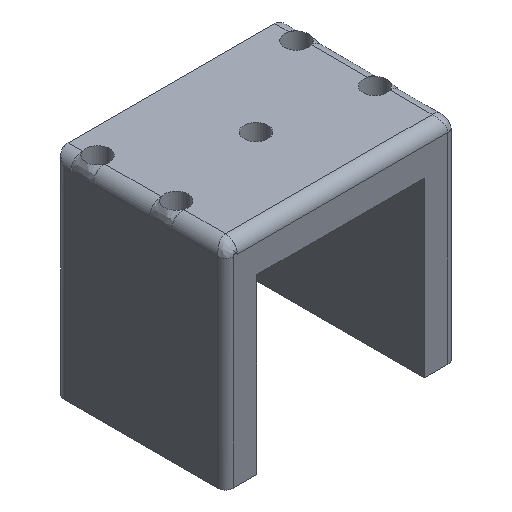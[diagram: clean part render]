
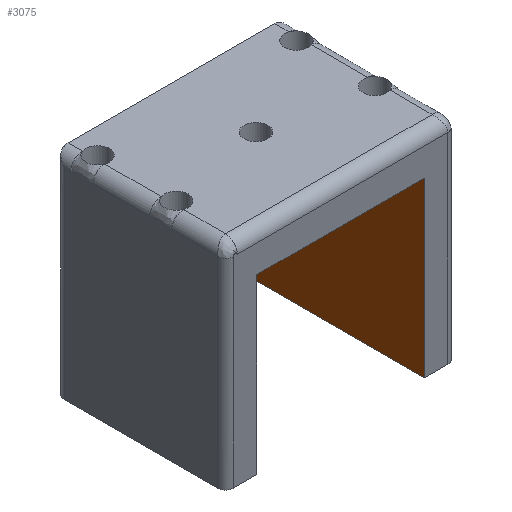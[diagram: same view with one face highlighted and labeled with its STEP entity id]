
A CAD part, isometric view. The second image highlights one B-rep face of the part: STEP entity #3075.
In plain terms, the highlighted planar face has unit normal (-1, 0, 0).
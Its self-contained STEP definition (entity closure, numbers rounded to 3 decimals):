
#691 = PLANE('',#692);
#692 = AXIS2_PLACEMENT_3D('',#693,#694,#695);
#693 = CARTESIAN_POINT('',(-29.25,0.,-25.658));
#694 = DIRECTION('',(0.,-1.,0.));
#695 = DIRECTION('',(0.,0.,-1.));
#747 = PLANE('',#748);
#748 = AXIS2_PLACEMENT_3D('',#749,#750,#751);
#749 = CARTESIAN_POINT('',(-29.25,-43.,-25.658));
#750 = DIRECTION('',(0.,-1.,0.));
#751 = DIRECTION('',(0.,0.,-1.));
#1737 = VERTEX_POINT('',#1738);
#1738 = CARTESIAN_POINT('',(21.25,0.,18.342));
#1752 = PLANE('',#1753);
#1753 = AXIS2_PLACEMENT_3D('',#1754,#1755,#1756);
#1754 = CARTESIAN_POINT('',(21.25,0.,18.342));
#1755 = DIRECTION('',(0.,0.,-1.));
#1756 = DIRECTION('',(-1.,0.,0.));
#1764 = EDGE_CURVE('',#1765,#1737,#1767,.T.);
#1765 = VERTEX_POINT('',#1766);
#1766 = CARTESIAN_POINT('',(21.25,0.,-25.658));
#1767 = SURFACE_CURVE('',#1768,(#1772,#1779),.PCURVE_S1.);
#1768 = LINE('',#1769,#1770);
#1769 = CARTESIAN_POINT('',(21.25,0.,-25.658));
#1770 = VECTOR('',#1771,1.);
#1771 = DIRECTION('',(0.,0.,1.));
#1772 = PCURVE('',#691,#1773);
#1773 = DEFINITIONAL_REPRESENTATION('',(#1774),#1778);
#1774 = LINE('',#1775,#1776);
#1775 = CARTESIAN_POINT('',(0.,50.5));
#1776 = VECTOR('',#1777,1.);
#1777 = DIRECTION('',(-1.,0.));
#1778 = ( GEOMETRIC_REPRESENTATION_CONTEXT(2) 
PARAMETRIC_REPRESENTATION_CONTEXT() REPRESENTATION_CONTEXT('2D SPACE',''
  ) );
#1779 = PCURVE('',#1780,#1785);
#1780 = PLANE('',#1781);
#1781 = AXIS2_PLACEMENT_3D('',#1782,#1783,#1784);
#1782 = CARTESIAN_POINT('',(21.25,0.,-25.658));
#1783 = DIRECTION('',(-1.,0.,0.));
#1784 = DIRECTION('',(0.,0.,1.));
#1785 = DEFINITIONAL_REPRESENTATION('',(#1786),#1790);
#1786 = LINE('',#1787,#1788);
#1787 = CARTESIAN_POINT('',(0.,0.));
#1788 = VECTOR('',#1789,1.);
#1789 = DIRECTION('',(1.,0.));
#1790 = ( GEOMETRIC_REPRESENTATION_CONTEXT(2) 
PARAMETRIC_REPRESENTATION_CONTEXT() REPRESENTATION_CONTEXT('2D SPACE',''
  ) );
#1808 = PLANE('',#1809);
#1809 = AXIS2_PLACEMENT_3D('',#1810,#1811,#1812);
#1810 = CARTESIAN_POINT('',(29.25,0.,-25.658));
#1811 = DIRECTION('',(0.,0.,-1.));
#1812 = DIRECTION('',(-1.,0.,0.));
#1930 = VERTEX_POINT('',#1931);
#1931 = CARTESIAN_POINT('',(21.25,-43.,-25.658));
#2045 = VERTEX_POINT('',#2046);
#2046 = CARTESIAN_POINT('',(21.25,-43.,18.342));
#2067 = EDGE_CURVE('',#1930,#2045,#2068,.T.);
#2068 = SURFACE_CURVE('',#2069,(#2073,#2080),.PCURVE_S1.);
#2069 = LINE('',#2070,#2071);
#2070 = CARTESIAN_POINT('',(21.25,-43.,-25.658));
#2071 = VECTOR('',#2072,1.);
#2072 = DIRECTION('',(0.,0.,1.));
#2073 = PCURVE('',#747,#2074);
#2074 = DEFINITIONAL_REPRESENTATION('',(#2075),#2079);
#2075 = LINE('',#2076,#2077);
#2076 = CARTESIAN_POINT('',(0.,50.5));
#2077 = VECTOR('',#2078,1.);
#2078 = DIRECTION('',(-1.,0.));
#2079 = ( GEOMETRIC_REPRESENTATION_CONTEXT(2) 
PARAMETRIC_REPRESENTATION_CONTEXT() REPRESENTATION_CONTEXT('2D SPACE',''
  ) );
#2080 = PCURVE('',#1780,#2081);
#2081 = DEFINITIONAL_REPRESENTATION('',(#2082),#2086);
#2082 = LINE('',#2083,#2084);
#2083 = CARTESIAN_POINT('',(0.,-43.));
#2084 = VECTOR('',#2085,1.);
#2085 = DIRECTION('',(1.,0.));
#2086 = ( GEOMETRIC_REPRESENTATION_CONTEXT(2) 
PARAMETRIC_REPRESENTATION_CONTEXT() REPRESENTATION_CONTEXT('2D SPACE',''
  ) );
#2983 = EDGE_CURVE('',#1765,#1930,#2984,.T.);
#2984 = SURFACE_CURVE('',#2985,(#2989,#2996),.PCURVE_S1.);
#2985 = LINE('',#2986,#2987);
#2986 = CARTESIAN_POINT('',(21.25,0.,-25.658));
#2987 = VECTOR('',#2988,1.);
#2988 = DIRECTION('',(0.,-1.,0.));
#2989 = PCURVE('',#1808,#2990);
#2990 = DEFINITIONAL_REPRESENTATION('',(#2991),#2995);
#2991 = LINE('',#2992,#2993);
#2992 = CARTESIAN_POINT('',(8.,0.));
#2993 = VECTOR('',#2994,1.);
#2994 = DIRECTION('',(0.,-1.));
#2995 = ( GEOMETRIC_REPRESENTATION_CONTEXT(2) 
PARAMETRIC_REPRESENTATION_CONTEXT() REPRESENTATION_CONTEXT('2D SPACE',''
  ) );
#2996 = PCURVE('',#1780,#2997);
#2997 = DEFINITIONAL_REPRESENTATION('',(#2998),#3002);
#2998 = LINE('',#2999,#3000);
#2999 = CARTESIAN_POINT('',(0.,0.));
#3000 = VECTOR('',#3001,1.);
#3001 = DIRECTION('',(0.,-1.));
#3002 = ( GEOMETRIC_REPRESENTATION_CONTEXT(2) 
PARAMETRIC_REPRESENTATION_CONTEXT() REPRESENTATION_CONTEXT('2D SPACE',''
  ) );
#3075 = ADVANCED_FACE('',(#3076),#1780,.T.);
#3076 = FACE_BOUND('',#3077,.T.);
#3077 = EDGE_LOOP('',(#3078,#3079,#3080,#3101));
#3078 = ORIENTED_EDGE('',*,*,#2983,.T.);
#3079 = ORIENTED_EDGE('',*,*,#2067,.T.);
#3080 = ORIENTED_EDGE('',*,*,#3081,.F.);
#3081 = EDGE_CURVE('',#1737,#2045,#3082,.T.);
#3082 = SURFACE_CURVE('',#3083,(#3087,#3094),.PCURVE_S1.);
#3083 = LINE('',#3084,#3085);
#3084 = CARTESIAN_POINT('',(21.25,0.,18.342));
#3085 = VECTOR('',#3086,1.);
#3086 = DIRECTION('',(0.,-1.,0.));
#3087 = PCURVE('',#1780,#3088);
#3088 = DEFINITIONAL_REPRESENTATION('',(#3089),#3093);
#3089 = LINE('',#3090,#3091);
#3090 = CARTESIAN_POINT('',(44.,0.));
#3091 = VECTOR('',#3092,1.);
#3092 = DIRECTION('',(0.,-1.));
#3093 = ( GEOMETRIC_REPRESENTATION_CONTEXT(2) 
PARAMETRIC_REPRESENTATION_CONTEXT() REPRESENTATION_CONTEXT('2D SPACE',''
  ) );
#3094 = PCURVE('',#1752,#3095);
#3095 = DEFINITIONAL_REPRESENTATION('',(#3096),#3100);
#3096 = LINE('',#3097,#3098);
#3097 = CARTESIAN_POINT('',(0.,-0.));
#3098 = VECTOR('',#3099,1.);
#3099 = DIRECTION('',(0.,-1.));
#3100 = ( GEOMETRIC_REPRESENTATION_CONTEXT(2) 
PARAMETRIC_REPRESENTATION_CONTEXT() REPRESENTATION_CONTEXT('2D SPACE',''
  ) );
#3101 = ORIENTED_EDGE('',*,*,#1764,.F.);
